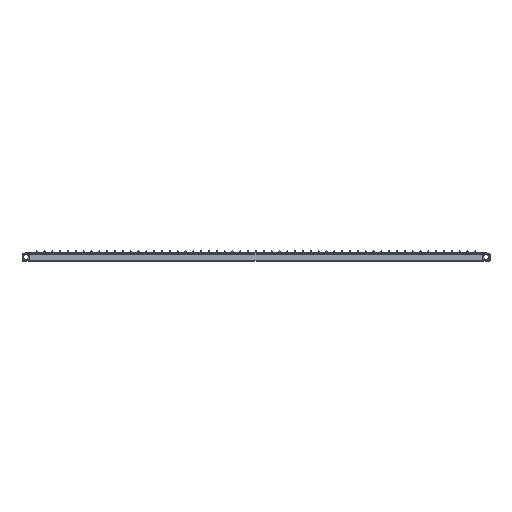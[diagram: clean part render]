
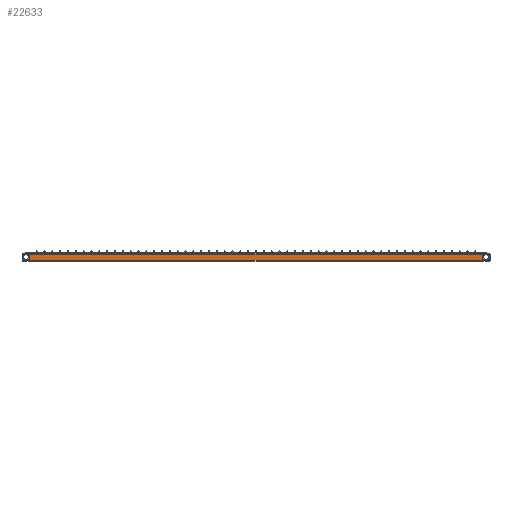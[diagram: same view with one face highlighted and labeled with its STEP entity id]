
A CAD part, left-side view. The second image highlights one B-rep face of the part: STEP entity #22633.
In plain terms, the highlighted planar face has unit normal (-1, 0, 0).
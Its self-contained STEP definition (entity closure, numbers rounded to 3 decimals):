
#168 = CARTESIAN_POINT ( 'NONE',  ( 0., -1175., 2. ) ) ;
#1541 = VECTOR ( 'NONE', #10095, 1000. ) ;
#1547 = AXIS2_PLACEMENT_3D ( 'NONE', #4949, #26269, #16184 ) ;
#2046 = ORIENTED_EDGE ( 'NONE', *, *, #15749, .F. ) ;
#3900 = DIRECTION ( 'NONE',  ( 0., 1., 0. ) ) ;
#3957 = VERTEX_POINT ( 'NONE', #7861 ) ;
#4182 = VERTEX_POINT ( 'NONE', #168 ) ;
#4949 = CARTESIAN_POINT ( 'NONE',  ( 0., -1185., 2. ) ) ;
#6049 = CARTESIAN_POINT ( 'NONE',  ( 0., -1175., 2. ) ) ;
#7861 = CARTESIAN_POINT ( 'NONE',  ( 0., -20., 18. ) ) ;
#8396 = EDGE_CURVE ( 'NONE', #4182, #23844, #19819, .T. ) ;
#8868 = EDGE_CURVE ( 'NONE', #3957, #15629, #10075, .T. ) ;
#8975 = ORIENTED_EDGE ( 'NONE', *, *, #20232, .T. ) ;
#9201 = CARTESIAN_POINT ( 'NONE',  ( 0., -20., 2. ) ) ;
#10075 = LINE ( 'NONE', #27813, #16031 ) ;
#10095 = DIRECTION ( 'NONE',  ( 0., 0., 1. ) ) ;
#13183 = CARTESIAN_POINT ( 'NONE',  ( 0., -1175., 18. ) ) ;
#14822 = VECTOR ( 'NONE', #3900, 1000. ) ;
#15127 = EDGE_LOOP ( 'NONE', ( #2046, #26036, #8975, #31025 ) ) ;
#15629 = VERTEX_POINT ( 'NONE', #9201 ) ;
#15749 = EDGE_CURVE ( 'NONE', #4182, #15629, #20621, .T. ) ;
#16031 = VECTOR ( 'NONE', #22276, 1000. ) ;
#16184 = DIRECTION ( 'NONE',  ( 0., 0., 1. ) ) ;
#19819 = LINE ( 'NONE', #6049, #1541 ) ;
#20231 = FACE_OUTER_BOUND ( 'NONE', #15127, .T. ) ;
#20232 = EDGE_CURVE ( 'NONE', #23844, #3957, #24256, .T. ) ;
#20621 = LINE ( 'NONE', #21115, #22408 ) ;
#21115 = CARTESIAN_POINT ( 'NONE',  ( 0., -1185., 2. ) ) ;
#22276 = DIRECTION ( 'NONE',  ( 0., 0., -1. ) ) ;
#22408 = VECTOR ( 'NONE', #27124, 1000. ) ;
#22633 = ADVANCED_FACE ( 'NONE', ( #20231 ), #30365, .F. ) ;
#22733 = CARTESIAN_POINT ( 'NONE',  ( 0., -1185., 18. ) ) ;
#23844 = VERTEX_POINT ( 'NONE', #13183 ) ;
#24256 = LINE ( 'NONE', #22733, #14822 ) ;
#26036 = ORIENTED_EDGE ( 'NONE', *, *, #8396, .T. ) ;
#26269 = DIRECTION ( 'NONE',  ( 1., 0., 0. ) ) ;
#27124 = DIRECTION ( 'NONE',  ( 0., 1., 0. ) ) ;
#27813 = CARTESIAN_POINT ( 'NONE',  ( 0., -20., 2. ) ) ;
#30365 = PLANE ( 'NONE',  #1547 ) ;
#31025 = ORIENTED_EDGE ( 'NONE', *, *, #8868, .T. ) ;
